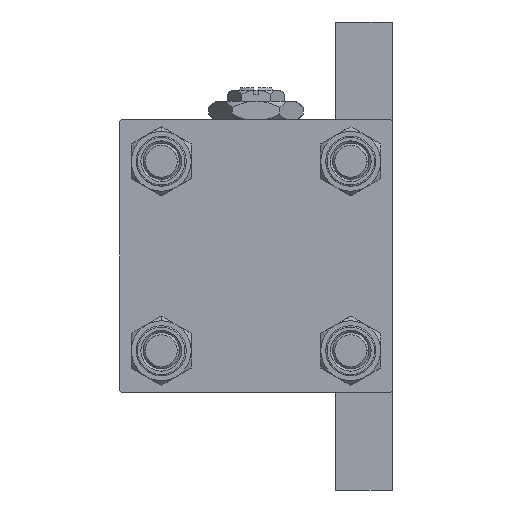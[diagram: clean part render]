
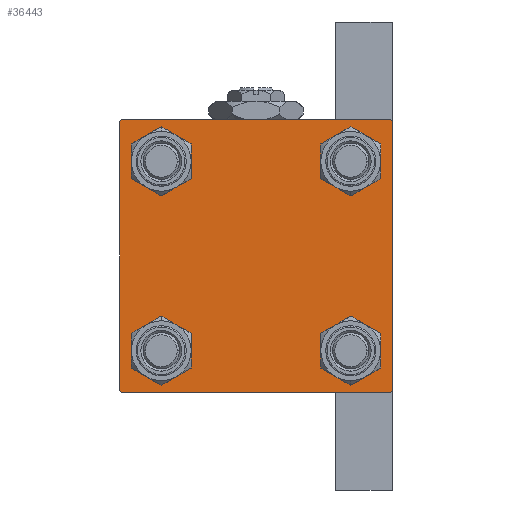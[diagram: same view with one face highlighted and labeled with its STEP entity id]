
A CAD part, left-side view. The second image highlights one B-rep face of the part: STEP entity #36443.
In plain terms, the highlighted planar face has unit normal (-1, 0, 0).
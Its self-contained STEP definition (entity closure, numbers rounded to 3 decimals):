
#92 = VECTOR ( 'NONE', #37916, 1000. ) ;
#329 = DIRECTION ( 'NONE',  ( 1., 0., 0. ) ) ;
#1242 = EDGE_CURVE ( 'NONE', #47599, #26135, #49014, .T. ) ;
#1330 = DIRECTION ( 'NONE',  ( 0., -1., 0. ) ) ;
#1374 = EDGE_CURVE ( 'NONE', #7364, #9315, #14511, .T. ) ;
#1589 = AXIS2_PLACEMENT_3D ( 'NONE', #52498, #28096, #23226 ) ;
#1603 = AXIS2_PLACEMENT_3D ( 'NONE', #6058, #13931, #39110 ) ;
#2250 = AXIS2_PLACEMENT_3D ( 'NONE', #28459, #33029, #24126 ) ;
#2277 = DIRECTION ( 'NONE',  ( 0., 0., 1. ) ) ;
#2525 = DIRECTION ( 'NONE',  ( 0., -0.707, 0.707 ) ) ;
#2668 = EDGE_CURVE ( 'NONE', #16264, #24985, #35586, .T. ) ;
#2891 = ORIENTED_EDGE ( 'NONE', *, *, #28570, .T. ) ;
#2983 = EDGE_CURVE ( 'NONE', #12548, #48392, #43867, .T. ) ;
#4378 = DIRECTION ( 'NONE',  ( 0., 0., 1. ) ) ;
#4571 = CARTESIAN_POINT ( 'NONE',  ( 0., -20.85, -16.35 ) ) ;
#4755 = EDGE_CURVE ( 'NONE', #28157, #28239, #23167, .T. ) ;
#5777 = CARTESIAN_POINT ( 'NONE',  ( 0., 20.85, 16.35 ) ) ;
#6058 = CARTESIAN_POINT ( 'NONE',  ( 0., 20.85, -20.85 ) ) ;
#6222 = DIRECTION ( 'NONE',  ( 0., 0., 1. ) ) ;
#6259 = DIRECTION ( 'NONE',  ( 1., 0., 0. ) ) ;
#6494 = VERTEX_POINT ( 'NONE', #9086 ) ;
#6973 = LINE ( 'NONE', #31898, #32666 ) ;
#7034 = DIRECTION ( 'NONE',  ( -1., 0., 0. ) ) ;
#7364 = VERTEX_POINT ( 'NONE', #13195 ) ;
#7394 = CARTESIAN_POINT ( 'NONE',  ( 0., -20.85, 16.35 ) ) ;
#7500 = AXIS2_PLACEMENT_3D ( 'NONE', #43385, #6259, #31192 ) ;
#7609 = DIRECTION ( 'NONE',  ( 0., -0.707, -0.707 ) ) ;
#8430 = DIRECTION ( 'NONE',  ( 0., -1., 0. ) ) ;
#8918 = LINE ( 'NONE', #25463, #92 ) ;
#9086 = CARTESIAN_POINT ( 'NONE',  ( 0., 29.5, -30. ) ) ;
#9315 = VERTEX_POINT ( 'NONE', #45746 ) ;
#9703 = EDGE_CURVE ( 'NONE', #6494, #16264, #40687, .T. ) ;
#10297 = CARTESIAN_POINT ( 'NONE',  ( 0., 0., 0. ) ) ;
#10963 = ORIENTED_EDGE ( 'NONE', *, *, #2983, .T. ) ;
#10966 = EDGE_LOOP ( 'NONE', ( #45244, #53655 ) ) ;
#11564 = CARTESIAN_POINT ( 'NONE',  ( 0., 30., 30. ) ) ;
#12116 = CARTESIAN_POINT ( 'NONE',  ( 0., 20.85, -16.35 ) ) ;
#12447 = CIRCLE ( 'NONE', #49655, 4.5 ) ;
#12519 = VECTOR ( 'NONE', #36615, 1000. ) ;
#12548 = VERTEX_POINT ( 'NONE', #30153 ) ;
#13195 = CARTESIAN_POINT ( 'NONE',  ( 0., -30., 29.5 ) ) ;
#13314 = VERTEX_POINT ( 'NONE', #5777 ) ;
#13733 = AXIS2_PLACEMENT_3D ( 'NONE', #10297, #7034, #6222 ) ;
#13931 = DIRECTION ( 'NONE',  ( 1., 0., 0. ) ) ;
#14381 = EDGE_CURVE ( 'NONE', #28239, #28157, #12447, .T. ) ;
#14511 = LINE ( 'NONE', #43757, #50747 ) ;
#14788 = VERTEX_POINT ( 'NONE', #35264 ) ;
#16149 = EDGE_CURVE ( 'NONE', #43374, #20070, #39592, .T. ) ;
#16153 = EDGE_CURVE ( 'NONE', #14788, #6494, #36079, .T. ) ;
#16264 = VERTEX_POINT ( 'NONE', #24426 ) ;
#16335 = VECTOR ( 'NONE', #1330, 1000. ) ;
#16689 = CARTESIAN_POINT ( 'NONE',  ( 0., 29.5, 30. ) ) ;
#17492 = ORIENTED_EDGE ( 'NONE', *, *, #40281, .T. ) ;
#18425 = FACE_BOUND ( 'NONE', #10966, .T. ) ;
#18564 = EDGE_CURVE ( 'NONE', #13314, #50294, #22127, .T. ) ;
#18837 = DIRECTION ( 'NONE',  ( 0., 0.707, 0.707 ) ) ;
#18908 = DIRECTION ( 'NONE',  ( 0., 0., -1. ) ) ;
#19228 = FACE_BOUND ( 'NONE', #33835, .T. ) ;
#19690 = AXIS2_PLACEMENT_3D ( 'NONE', #41501, #29832, #4378 ) ;
#20070 = VERTEX_POINT ( 'NONE', #45660 ) ;
#20079 = CARTESIAN_POINT ( 'NONE',  ( 0., 29.75, 29.75 ) ) ;
#20720 = ORIENTED_EDGE ( 'NONE', *, *, #16149, .T. ) ;
#21782 = CARTESIAN_POINT ( 'NONE',  ( 0., -20.85, 25.35 ) ) ;
#21814 = ORIENTED_EDGE ( 'NONE', *, *, #4755, .T. ) ;
#22127 = CIRCLE ( 'NONE', #2250, 4.5 ) ;
#22736 = EDGE_CURVE ( 'NONE', #43374, #9315, #25753, .T. ) ;
#23060 = ORIENTED_EDGE ( 'NONE', *, *, #2668, .T. ) ;
#23128 = DIRECTION ( 'NONE',  ( 0., 0., 1. ) ) ;
#23167 = CIRCLE ( 'NONE', #37030, 4.5 ) ;
#23226 = DIRECTION ( 'NONE',  ( 0., 0., 1. ) ) ;
#23236 = ORIENTED_EDGE ( 'NONE', *, *, #1374, .T. ) ;
#23428 = DIRECTION ( 'NONE',  ( 1., 0., 0. ) ) ;
#23594 = ORIENTED_EDGE ( 'NONE', *, *, #16153, .T. ) ;
#24126 = DIRECTION ( 'NONE',  ( 0., 0., 1. ) ) ;
#24149 = CARTESIAN_POINT ( 'NONE',  ( 0., -30., -29.5 ) ) ;
#24426 = CARTESIAN_POINT ( 'NONE',  ( 0., -29.5, -30. ) ) ;
#24985 = VERTEX_POINT ( 'NONE', #24149 ) ;
#25463 = CARTESIAN_POINT ( 'NONE',  ( 0., 30., 30. ) ) ;
#25753 = LINE ( 'NONE', #11564, #16335 ) ;
#26135 = VERTEX_POINT ( 'NONE', #12116 ) ;
#26842 = FACE_OUTER_BOUND ( 'NONE', #27184, .T. ) ;
#27184 = EDGE_LOOP ( 'NONE', ( #2891, #23594, #43615, #23060, #28031, #23236, #45453, #20720 ) ) ;
#27422 = DIRECTION ( 'NONE',  ( 0., 0., 1. ) ) ;
#27434 = VECTOR ( 'NONE', #2525, 1000. ) ;
#28031 = ORIENTED_EDGE ( 'NONE', *, *, #32376, .F. ) ;
#28096 = DIRECTION ( 'NONE',  ( 1., 0., 0. ) ) ;
#28157 = VERTEX_POINT ( 'NONE', #21782 ) ;
#28239 = VERTEX_POINT ( 'NONE', #7394 ) ;
#28459 = CARTESIAN_POINT ( 'NONE',  ( 0., 20.85, 20.85 ) ) ;
#28570 = EDGE_CURVE ( 'NONE', #20070, #14788, #8918, .T. ) ;
#29684 = EDGE_LOOP ( 'NONE', ( #33958, #10963 ) ) ;
#29832 = DIRECTION ( 'NONE',  ( 1., 0., 0. ) ) ;
#30153 = CARTESIAN_POINT ( 'NONE',  ( 0., -20.85, -25.35 ) ) ;
#31192 = DIRECTION ( 'NONE',  ( 0., 0., 1. ) ) ;
#31898 = CARTESIAN_POINT ( 'NONE',  ( 0., -30., 30. ) ) ;
#32262 = CARTESIAN_POINT ( 'NONE',  ( 0., 29.75, -29.75 ) ) ;
#32376 = EDGE_CURVE ( 'NONE', #7364, #24985, #6973, .T. ) ;
#32666 = VECTOR ( 'NONE', #18908, 1000. ) ;
#32693 = CARTESIAN_POINT ( 'NONE',  ( 0., 20.85, -25.35 ) ) ;
#33029 = DIRECTION ( 'NONE',  ( 1., 0., 0. ) ) ;
#33835 = EDGE_LOOP ( 'NONE', ( #21814, #42096 ) ) ;
#33958 = ORIENTED_EDGE ( 'NONE', *, *, #52306, .T. ) ;
#35264 = CARTESIAN_POINT ( 'NONE',  ( 0., 30., -29.5 ) ) ;
#35586 = LINE ( 'NONE', #46965, #27434 ) ;
#36079 = LINE ( 'NONE', #32262, #42780 ) ;
#36136 = CARTESIAN_POINT ( 'NONE',  ( 0., -20.85, 20.85 ) ) ;
#36443 = ADVANCED_FACE ( 'NONE', ( #19228, #47964, #39282, #18425, #26842 ), #44169, .T. ) ;
#36615 = DIRECTION ( 'NONE',  ( 0., 0.707, -0.707 ) ) ;
#37030 = AXIS2_PLACEMENT_3D ( 'NONE', #37471, #329, #27422 ) ;
#37471 = CARTESIAN_POINT ( 'NONE',  ( 0., -20.85, 20.85 ) ) ;
#37916 = DIRECTION ( 'NONE',  ( 0., 0., -1. ) ) ;
#39110 = DIRECTION ( 'NONE',  ( 0., 0., 1. ) ) ;
#39282 = FACE_BOUND ( 'NONE', #48389, .T. ) ;
#39592 = LINE ( 'NONE', #20079, #12519 ) ;
#39671 = CARTESIAN_POINT ( 'NONE',  ( 0., 20.85, 20.85 ) ) ;
#40281 = EDGE_CURVE ( 'NONE', #26135, #47599, #41410, .T. ) ;
#40553 = CIRCLE ( 'NONE', #1589, 4.5 ) ;
#40687 = LINE ( 'NONE', #49624, #41825 ) ;
#41410 = CIRCLE ( 'NONE', #1603, 4.5 ) ;
#41501 = CARTESIAN_POINT ( 'NONE',  ( 0., -20.85, -20.85 ) ) ;
#41825 = VECTOR ( 'NONE', #8430, 1000. ) ;
#42096 = ORIENTED_EDGE ( 'NONE', *, *, #14381, .T. ) ;
#42780 = VECTOR ( 'NONE', #7609, 1000. ) ;
#43374 = VERTEX_POINT ( 'NONE', #16689 ) ;
#43385 = CARTESIAN_POINT ( 'NONE',  ( 0., 20.85, -20.85 ) ) ;
#43615 = ORIENTED_EDGE ( 'NONE', *, *, #9703, .T. ) ;
#43757 = CARTESIAN_POINT ( 'NONE',  ( 0., -29.75, 29.75 ) ) ;
#43867 = CIRCLE ( 'NONE', #19690, 4.5 ) ;
#43966 = CIRCLE ( 'NONE', #53509, 4.5 ) ;
#44169 = PLANE ( 'NONE',  #13733 ) ;
#44270 = DIRECTION ( 'NONE',  ( 1., 0., 0. ) ) ;
#45244 = ORIENTED_EDGE ( 'NONE', *, *, #51359, .T. ) ;
#45305 = ORIENTED_EDGE ( 'NONE', *, *, #1242, .T. ) ;
#45453 = ORIENTED_EDGE ( 'NONE', *, *, #22736, .F. ) ;
#45660 = CARTESIAN_POINT ( 'NONE',  ( 0., 30., 29.5 ) ) ;
#45746 = CARTESIAN_POINT ( 'NONE',  ( 0., -29.5, 30. ) ) ;
#46965 = CARTESIAN_POINT ( 'NONE',  ( 0., -29.75, -29.75 ) ) ;
#47599 = VERTEX_POINT ( 'NONE', #32693 ) ;
#47964 = FACE_BOUND ( 'NONE', #29684, .T. ) ;
#48389 = EDGE_LOOP ( 'NONE', ( #17492, #45305 ) ) ;
#48392 = VERTEX_POINT ( 'NONE', #4571 ) ;
#49014 = CIRCLE ( 'NONE', #7500, 4.5 ) ;
#49624 = CARTESIAN_POINT ( 'NONE',  ( 0., 30., -30. ) ) ;
#49655 = AXIS2_PLACEMENT_3D ( 'NONE', #36136, #44270, #23128 ) ;
#50294 = VERTEX_POINT ( 'NONE', #53553 ) ;
#50747 = VECTOR ( 'NONE', #18837, 1000. ) ;
#51359 = EDGE_CURVE ( 'NONE', #50294, #13314, #43966, .T. ) ;
#52306 = EDGE_CURVE ( 'NONE', #48392, #12548, #40553, .T. ) ;
#52498 = CARTESIAN_POINT ( 'NONE',  ( 0., -20.85, -20.85 ) ) ;
#53509 = AXIS2_PLACEMENT_3D ( 'NONE', #39671, #23428, #2277 ) ;
#53553 = CARTESIAN_POINT ( 'NONE',  ( 0., 20.85, 25.35 ) ) ;
#53655 = ORIENTED_EDGE ( 'NONE', *, *, #18564, .T. ) ;
